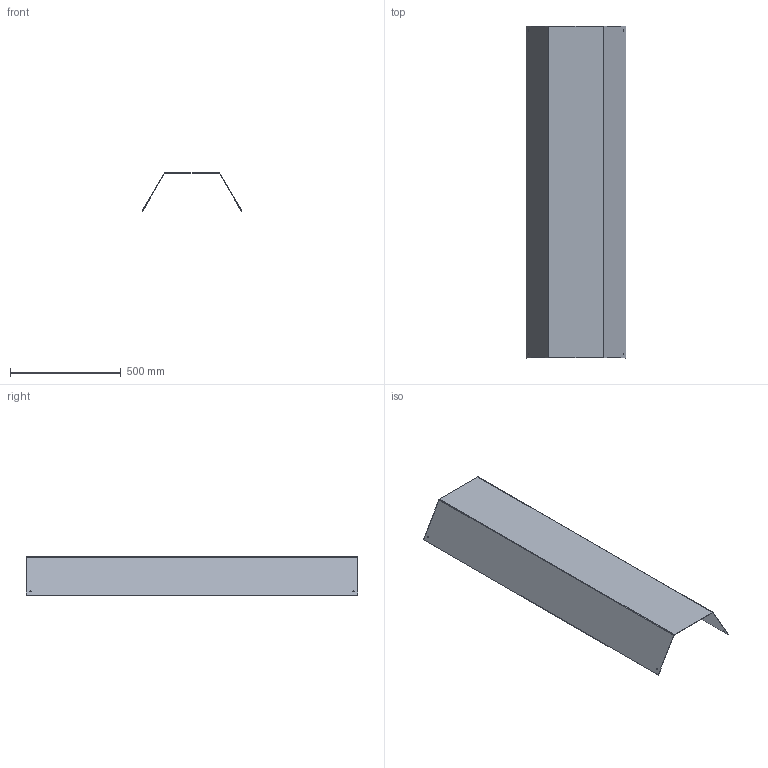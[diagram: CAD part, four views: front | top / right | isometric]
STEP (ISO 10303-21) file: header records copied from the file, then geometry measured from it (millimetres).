
FILE_DESCRIPTION(/* description */ ('STEP AP214'),/* implementation_level */ '2;1');
FILE_NAME(/* name */ '68cfce0ed6420dde79d2f497',/* time_stamp */ '2025-09-21T10:06:06Z',/* author */ (''),/* organization */ (''),/* preprocessor_version */ 'ST-DEVELOPER v20',/* originating_system */ 'ONSHAPE BY PTC INC, 1.204',/* authorisation */ ' ');
FILE_SCHEMA (('AUTOMOTIVE_DESIGN {1 0 10303 214 3 1 1}'));
Length unit declared in the file: metre
Products named in the file (1): Part 1
Bounding box: 450 x 1500 x 174.21 mm (x, y, z)
Volume: 1940979.7 mm3; surface area: 1949693.5 mm2
Topology: 1 solids, 1 shells, 26 faces, 56 edges, 32 vertices
Faces by surface type: plane 18, cylinder 8
Full cylindrical faces by diameter (mm): 5 x4
Entity records: 714 total; most frequent: DIRECTION 122, CARTESIAN_POINT 111, ORIENTED_EDGE 104, EDGE_CURVE 52, AXIS2_PLACEMENT_3D 43, EDGE_LOOP 38, FACE_BOUND 38, LINE 36
